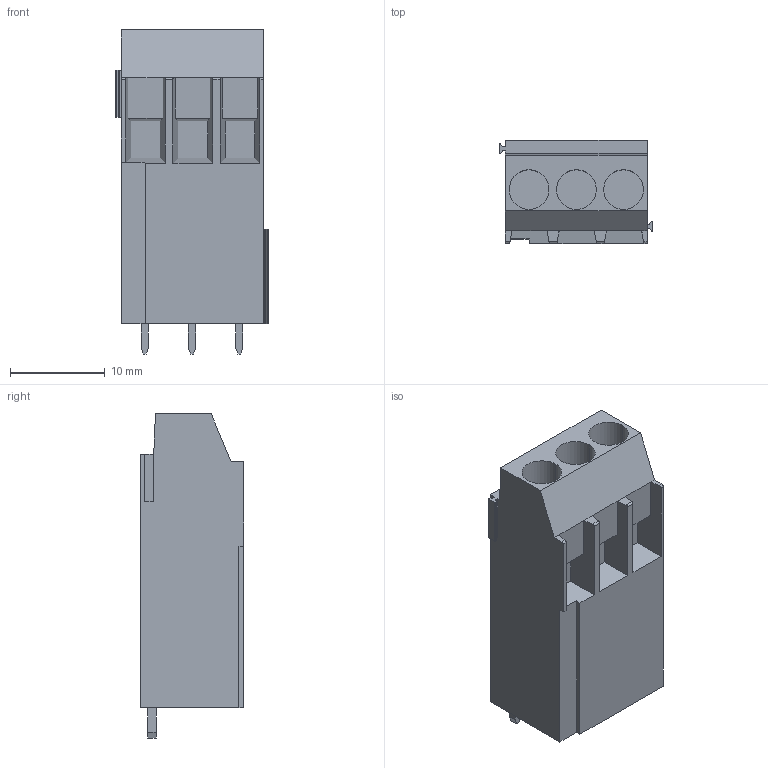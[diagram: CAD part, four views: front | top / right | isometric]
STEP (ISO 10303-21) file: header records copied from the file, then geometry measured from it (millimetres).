
FILE_DESCRIPTION(('CATIA V5 STEP Exchange','CAx-IF Rec.Pracs.--- Model Styling and Organization---1.2---2011-12-15'),'2;1');
FILE_NAME ('D1460860_0_1975260000_1975260000.stp','2018-09-07T05:32:19+00:00',('none'),('Weidmueller'),'CATIA Version 5-6 Release 2014','CATIA V5 STEP AP214','none');
FILE_SCHEMA(('AUTOMOTIVE_DESIGN { 1 0 10303 214 1 1 1 1 }'));
Length unit declared in the file: millimetre
Products named in the file (1): 1975260000
Bounding box: 16.28 x 10.94 x 34.3 mm (x, y, z)
Volume: 4474.2 mm3; surface area: 2185.1 mm2
Topology: 4 solids, 4 shells, 100 faces, 261 edges, 172 vertices
Faces by surface type: plane 78, cylinder 22
Entity records: 2888 total; most frequent: CARTESIAN_POINT 543, ORIENTED_EDGE 522, DIRECTION 389, EDGE_CURVE 261, VECTOR 205, LINE 205, VERTEX_POINT 172, AXIS2_PLACEMENT_3D 112
